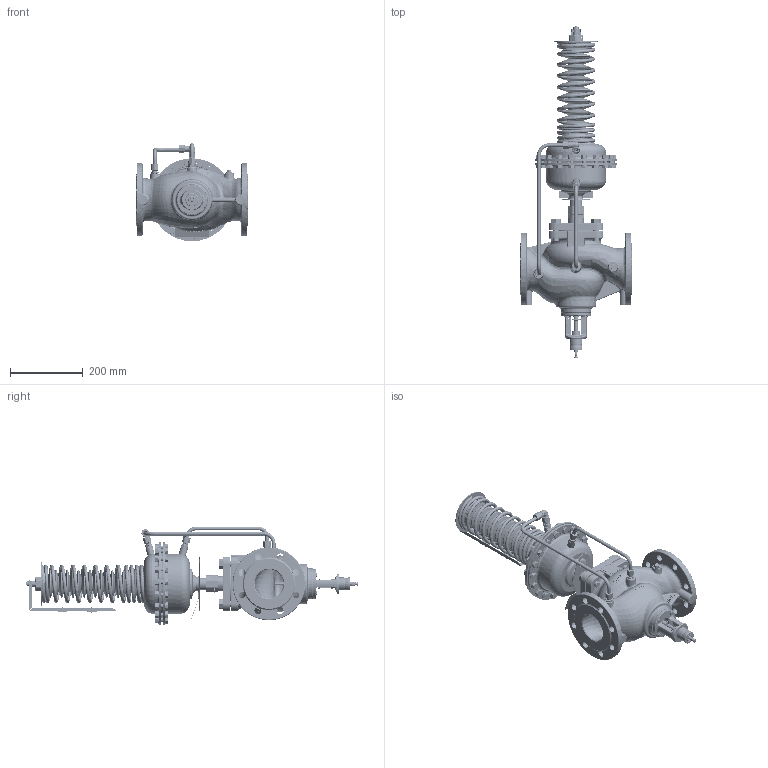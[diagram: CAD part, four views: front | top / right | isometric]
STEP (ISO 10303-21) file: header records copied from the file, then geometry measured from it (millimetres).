
FILE_DESCRIPTION((''),'2;1');
FILE_NAME('003G5571_AQMP2_PN25_DN80_ASM','2022-03-29T18:10:34',('U369265'),(''),'CREO PARAMETRIC BY PTC INC, 2020342','CREO PARAMETRIC BY PTC INC, 2020342','');
FILE_SCHEMA(('CONFIG_CONTROL_DESIGN'));
Length unit declared in the file: millimetre
Products named in the file (68): 88650570_VALVE_B_VFQM_DN80_PN25; 88650780_VALVE_C_VFG_DN80_PN25_; O_RING_DN65_COVER_1_1; 88651330_SPINDLE_CV_DN65-80_1_1; 54790650_BUSH_12X14X10_1_1; 5184024_1_1; 88651200_YOKE_BODY_DN65_100_1_1; HEX_SCREW_DIN933_M06X18_1_1; 88652260_SETT_SCREW_DN65-100__1; 88652710_FLOW_SCALE_DN80_1; 88652800_POINTER_VFQM_1_1; 54590510_O_R20X3_1_1; 51817881_SCREW_SF_M3X5_1_1; 54540510_1_1; 188610240_1_1; WALTER_CONNECTION_1_1; WALTER_PROFILE_RING_1_1; WALTER_CONNECTION_NUT_1_1; 8863078_ASM_1_1_ASM; 88653220_VFQM_DN80_PN25_ASM_1_ASM; 88670090_HOUSING160_PN40_MINU_1; 88673400_TUBE_FI38X10X62_MINU_1; 88671680_PRESSURE_CONNEC-176156; WELD_PRESS_CON_6MM_1_1; WELD_160_6MM_INST_AF0_1_1; WELD_160_6MM_2_INST_AF0_1_1; 88671490_COVER160_PN40_MINUS__1_ASM; 88670080_HOUSING160_PN40_PLUS_1; 88673410_TUBE_FI38X10X33_AF1__1; 88671680_PRESSURE_CONNEC-189938; WELD_PRESS_CON_6MM_AF1_1_1; WELD_160_6MM_INST_1_1; WELD_160_6MM_2_INST_1_1; 88671480_COVER160_PN40_PLUS_A_1_ASM; 88670600_CONNECTING_NUT_G1_1__1; 88671040_SETTING_SPINDLE_PA_1_1; 88670800_SETTING_NUT_IPA_1_1; 88670300_SPRING_HOLDER_PA_1_1; 5454051_1_1; WALTER_CONNECTION_1 ...
Assembly tree (153 placements, depth 6):
  003G5571_AQMP2_PN25_DN80_ASM
    003G5571_AQMP2_PN25_DN80_ASM_1_ASM
      88653220_VFQM_DN80_PN25_ASM_1_ASM
        88650570_VALVE_B_VFQM_DN80_PN25
        88650780_VALVE_C_VFG_DN80_PN25_
        O_RING_DN65_COVER_1_1
        88651330_SPINDLE_CV_DN65-80_1_1
        54790650_BUSH_12X14X10_1_1
        5184024_1_1  x4
        88651200_YOKE_BODY_DN65_100_1_1
        HEX_SCREW_DIN933_M06X18_1_1  x4
        88652260_SETT_SCREW_DN65-100__1
        88652710_FLOW_SCALE_DN80_1
        88652800_POINTER_VFQM_1_1
        54590510_O_R20X3_1_1
        51817881_SCREW_SF_M3X5_1_1  x2
        54540510_1_1  x3
        188610240_1_1
        8863078_ASM_1_1_ASM  x2
          WALTER_CONNECTION_1_1
          WALTER_PROFILE_RING_1_1
          WALTER_CONNECTION_NUT_1_1
      003G5622_AFP2_PN40_160CM2_BLU_1_ASM
        88671490_COVER160_PN40_MINUS__1_ASM
          88670090_HOUSING160_PN40_MINU_1
          88673400_TUBE_FI38X10X62_MINU_1
          88671680_PRESSURE_CONNEC-176156
          WELD_PRESS_CON_6MM_1_1
          WELD_160_6MM_INST_AF0_1_1
          WELD_160_6MM_2_INST_AF0_1_1
        88671480_COVER160_PN40_PLUS_A_1_ASM
          88670080_HOUSING160_PN40_PLUS_1
          88673410_TUBE_FI38X10X33_AF1__1
          88671680_PRESSURE_CONNEC-189938
          WELD_PRESS_CON_6MM_AF1_1_1
          WELD_160_6MM_INST_1_1
          WELD_160_6MM_2_INST_1_1
        88670600_CONNECTING_NUT_G1_1__1
        88671040_SETTING_SPINDLE_PA_1_1
        88670800_SETTING_NUT_IPA_1_1
        88670300_SPRING_HOLDER_PA_1_1
        5454051_1_1  x2
        88630620_TUBE_CONN_D1_0_DA_00_1_ASM  x2
          8863078_ASM_1_ASM
            WALTER_CONNECTION_1
            WALTER_PROFILE_RING_1
            WALTER_CONNECTION_NUT_1
          88630310_ORIFICE_D1_0_DA_00_1_1
        51817250_1_1
        51018011_1_1  x18
        52017500_1_1  x36
        51917340_1_1  x18
        8867345_SCALE_HOLDER_PA_1_1
        8867348_SETTING_SCALE_PA_1_1  x2
        88673470_SQUARE_NUT_HOLDER_PA_2  x2
        88673820_1_1
        88673810_LABEL_PLATE_PA_1_1
        51817260_SCREW_BN33_1_1  x2
        88674300_RUBBER_BELLOW_AF66_1_1
        88673840_1_1
Bounding box: 310 x 912.7 x 270.9 mm (x, y, z)
Volume: 5299915.6 mm3; surface area: 1570773.6 mm2
Topology: 149 solids, 149 shells, 7051 faces, 18195 edges, 11574 vertices
Faces by surface type: plane 3058, cylinder 1447, cone 1240, torus 594, bspline 568, extrusion 92, sphere 52
Entity records: 244874 total; most frequent: CARTESIAN_POINT 117037, ORIENTED_EDGE 27908, DIRECTION 24429, EDGE_CURVE 13954, AXIS2_PLACEMENT_3D 8994, VERTEX_POINT 8986, VECTOR 6441, LINE 6349
